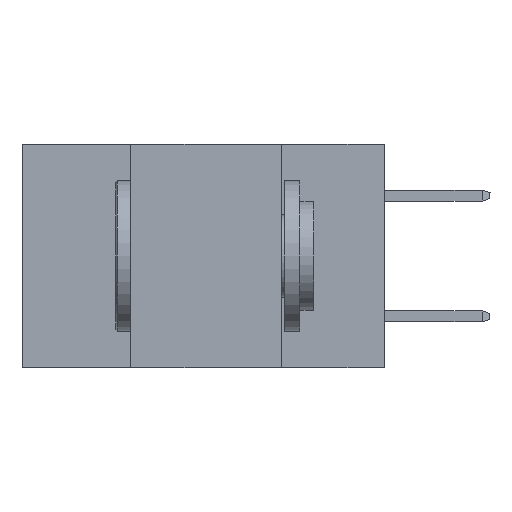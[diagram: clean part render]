
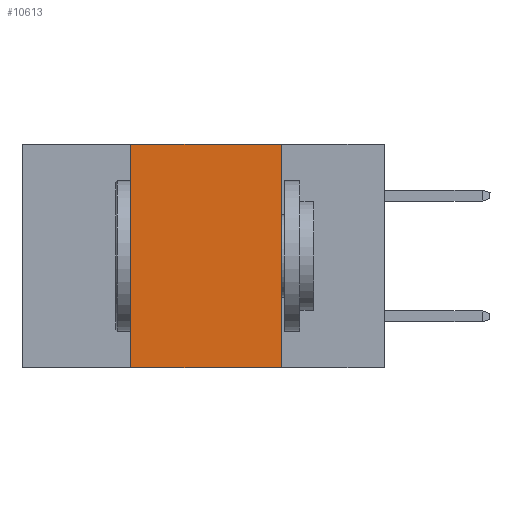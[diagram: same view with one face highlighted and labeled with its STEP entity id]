
A CAD part, left-side view. The second image highlights one B-rep face of the part: STEP entity #10613.
In plain terms, the highlighted planar face has unit normal (-1, 0, 0).
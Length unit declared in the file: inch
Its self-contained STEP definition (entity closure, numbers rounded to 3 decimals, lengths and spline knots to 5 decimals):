
#14 = EDGE_CURVE ( 'NONE', #4228, #3279, #10209, .T. ) ;
#2486 = PLANE ( 'NONE',  #7702 ) ;
#3011 = ORIENTED_EDGE ( 'NONE', *, *, #3874, .F. ) ;
#3200 = CARTESIAN_POINT ( 'NONE',  ( 0., 0.17, 0. ) ) ;
#3279 = VERTEX_POINT ( 'NONE', #7777 ) ;
#3781 = LINE ( 'NONE', #3200, #8497 ) ;
#3874 = EDGE_CURVE ( 'NONE', #8467, #9765, #3781, .T. ) ;
#3906 = DIRECTION ( 'NONE',  ( 0., -1., 0. ) ) ;
#3982 = LINE ( 'NONE', #5233, #5961 ) ;
#4228 = VERTEX_POINT ( 'NONE', #6751 ) ;
#4232 = DIRECTION ( 'NONE',  ( 0., -1., 0. ) ) ;
#4307 = ORIENTED_EDGE ( 'NONE', *, *, #10463, .F. ) ;
#4560 = DIRECTION ( 'NONE',  ( 0., 0., -1. ) ) ;
#4692 = DIRECTION ( 'NONE',  ( 1., 0., 0. ) ) ;
#5233 = CARTESIAN_POINT ( 'NONE',  ( 0., 0.6, 0. ) ) ;
#5961 = VECTOR ( 'NONE', #4232, 39.37008 ) ;
#6040 = EDGE_LOOP ( 'NONE', ( #3011, #4307, #7754, #13156 ) ) ;
#6751 = CARTESIAN_POINT ( 'NONE',  ( 0., 0.42, -0.37 ) ) ;
#7336 = DIRECTION ( 'NONE',  ( 0., 0., -1. ) ) ;
#7702 = AXIS2_PLACEMENT_3D ( 'NONE', #10912, #4692, #4560 ) ;
#7754 = ORIENTED_EDGE ( 'NONE', *, *, #14, .F. ) ;
#7777 = CARTESIAN_POINT ( 'NONE',  ( 0., 0.42, 0. ) ) ;
#8467 = VERTEX_POINT ( 'NONE', #10732 ) ;
#8497 = VECTOR ( 'NONE', #7336, 39.37008 ) ;
#8920 = CARTESIAN_POINT ( 'NONE',  ( 0., 0.42, 0. ) ) ;
#9246 = VECTOR ( 'NONE', #11931, 39.37008 ) ;
#9645 = LINE ( 'NONE', #13022, #13073 ) ;
#9765 = VERTEX_POINT ( 'NONE', #13412 ) ;
#10209 = LINE ( 'NONE', #8920, #9246 ) ;
#10463 = EDGE_CURVE ( 'NONE', #3279, #8467, #3982, .T. ) ;
#10613 = ADVANCED_FACE ( 'NONE', ( #12420 ), #2486, .F. ) ;
#10637 = EDGE_CURVE ( 'NONE', #4228, #9765, #9645, .T. ) ;
#10732 = CARTESIAN_POINT ( 'NONE',  ( 0., 0.17, 0. ) ) ;
#10912 = CARTESIAN_POINT ( 'NONE',  ( 0., 0.6, 0. ) ) ;
#11931 = DIRECTION ( 'NONE',  ( 0., 0., 1. ) ) ;
#12420 = FACE_OUTER_BOUND ( 'NONE', #6040, .T. ) ;
#13022 = CARTESIAN_POINT ( 'NONE',  ( 0., 0.6, -0.37 ) ) ;
#13073 = VECTOR ( 'NONE', #3906, 39.37008 ) ;
#13156 = ORIENTED_EDGE ( 'NONE', *, *, #10637, .T. ) ;
#13412 = CARTESIAN_POINT ( 'NONE',  ( 0., 0.17, -0.37 ) ) ;
